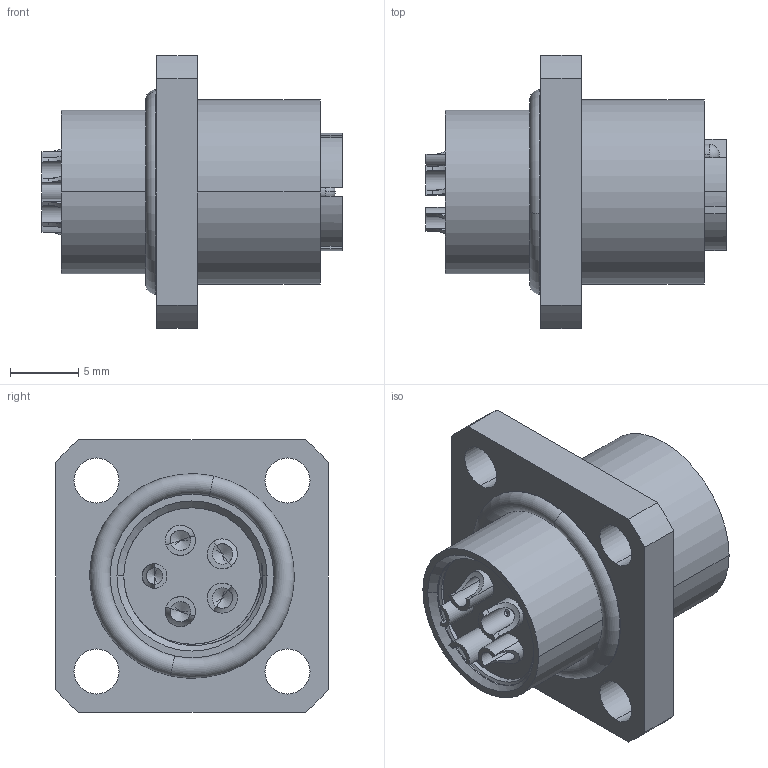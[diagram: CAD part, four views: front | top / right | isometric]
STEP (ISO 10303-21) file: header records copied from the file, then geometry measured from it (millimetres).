
FILE_DESCRIPTION (( 'STEP AP203' ), '1' );
FILE_NAME ('55-00465.STEP', '2025-03-18T18:27:45', ( '' ), ( '' ), 'SwSTEP 2.0', 'SolidWorks 2021', '' );
FILE_SCHEMA (( 'CONFIG_CONTROL_DESIGN' ));
Length unit declared in the file: millimetre
Products named in the file (7): 55-00465; 55-00465-01___; 55-00465-05___; 55-00465-06___; 55-00465-02___; 55-00465-04___; 55-00465-03___
Assembly tree (9 placements, depth 2):
  55-00465
    55-00465-01___
    55-00465-02___
    55-00465-03___  x4
    55-00465-04___
    55-00465-05___
    55-00465-06___
Bounding box: 22 x 20 x 20 mm (x, y, z)
Volume: 2717.1 mm3; surface area: 5087.2 mm2
Topology: 9 solids, 9 shells, 317 faces, 786 edges, 489 vertices
Faces by surface type: cylinder 148, plane 102, torus 30, cone 28, bspline 7, sphere 2
Entity records: 10050 total; most frequent: CARTESIAN_POINT 4173, DIRECTION 1090, ORIENTED_EDGE 1052, EDGE_CURVE 526, AXIS2_PLACEMENT_3D 434, VERTEX_POINT 339, EDGE_LOOP 257, VECTOR 222
